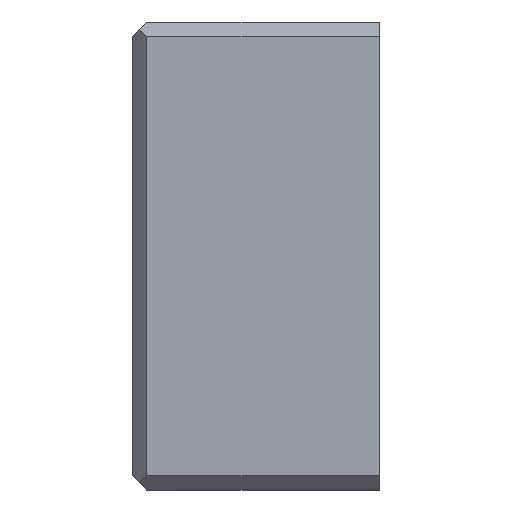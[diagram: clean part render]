
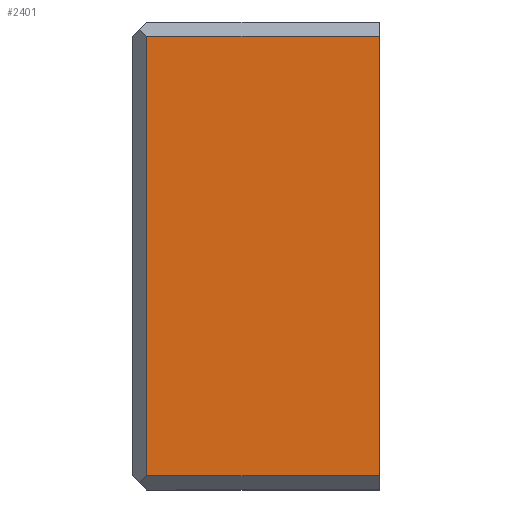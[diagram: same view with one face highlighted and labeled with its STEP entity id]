
A CAD part, left-side view. The second image highlights one B-rep face of the part: STEP entity #2401.
In plain terms, the highlighted planar face has unit normal (-1, 0, 0).
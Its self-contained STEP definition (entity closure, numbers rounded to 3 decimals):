
#115=FACE_OUTER_BOUND('',#249,.T.);
#249=EDGE_LOOP('',(#2005,#2006,#2007,#2008));
#326=LINE('',#3261,#662);
#521=LINE('',#3657,#857);
#526=LINE('',#3665,#862);
#529=LINE('',#3671,#865);
#662=VECTOR('',#2646,10.);
#857=VECTOR('',#2973,10.);
#862=VECTOR('',#2980,10.);
#865=VECTOR('',#2987,10.);
#987=VERTEX_POINT('',#3258);
#988=VERTEX_POINT('',#3260);
#1123=VERTEX_POINT('',#3655);
#1125=VERTEX_POINT('',#3663);
#1214=EDGE_CURVE('',#987,#988,#326,.T.);
#1409=EDGE_CURVE('',#1123,#987,#521,.T.);
#1414=EDGE_CURVE('',#1125,#1123,#526,.T.);
#1417=EDGE_CURVE('',#988,#1125,#529,.T.);
#2005=ORIENTED_EDGE('',*,*,#1409,.F.);
#2006=ORIENTED_EDGE('',*,*,#1414,.F.);
#2007=ORIENTED_EDGE('',*,*,#1417,.F.);
#2008=ORIENTED_EDGE('',*,*,#1214,.F.);
#2273=PLANE('',#2543);
#2401=ADVANCED_FACE('',(#115),#2273,.T.);
#2543=AXIS2_PLACEMENT_3D('',#3720,#3038,#3039);
#2646=DIRECTION('',(0.,0.,-1.));
#2973=DIRECTION('',(0.,-1.,0.));
#2980=DIRECTION('',(0.,0.,1.));
#2987=DIRECTION('',(0.,1.,0.));
#3038=DIRECTION('center_axis',(-1.,0.,0.));
#3039=DIRECTION('ref_axis',(0.,0.,1.));
#3258=CARTESIAN_POINT('',(-11.8,-10.7,17.65));
#3260=CARTESIAN_POINT('',(-11.8,-10.7,-4.05));
#3261=CARTESIAN_POINT('',(-11.8,-10.7,12.575));
#3655=CARTESIAN_POINT('',(-11.8,0.8,17.65));
#3657=CARTESIAN_POINT('',(-11.8,0.,17.65));
#3663=CARTESIAN_POINT('',(-11.8,0.8,-4.05));
#3665=CARTESIAN_POINT('',(-11.8,0.8,1.025));
#3671=CARTESIAN_POINT('',(-11.8,0.,-4.05));
#3720=CARTESIAN_POINT('Origin',(-11.8,0.,-4.75));
